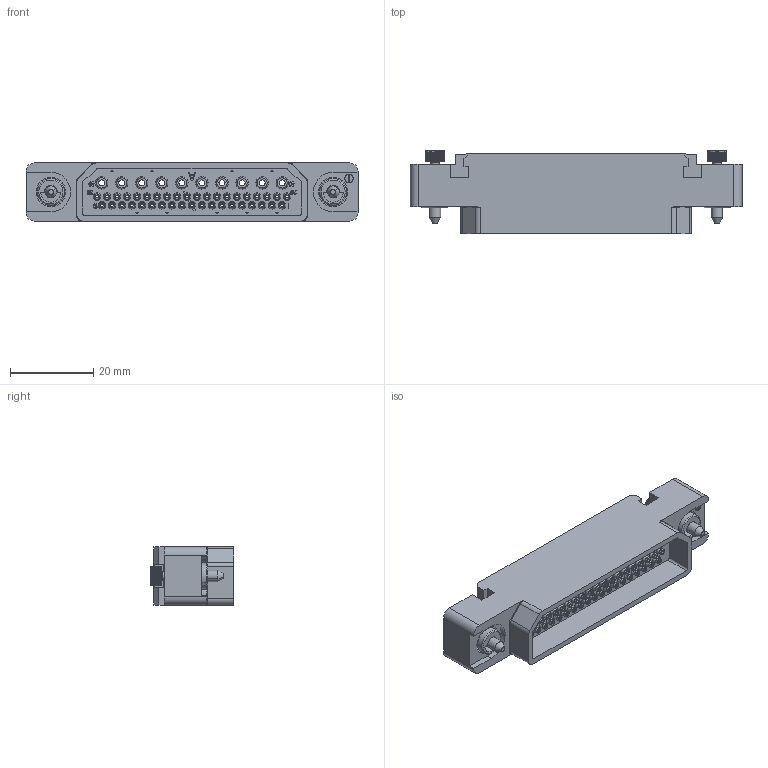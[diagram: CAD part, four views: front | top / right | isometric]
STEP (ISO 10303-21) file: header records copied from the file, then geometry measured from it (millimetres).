
FILE_DESCRIPTION((''),'2;1');
FILE_NAME('1900ND03P2A00A','2019-10-28T',('presta_be4'),(''),'CREO PARAMETRIC BY PTC INC, 2018360','CREO PARAMETRIC BY PTC INC, 2018360','');
FILE_SCHEMA(('CONFIG_CONTROL_DESIGN'));
Products named in the file (1): 1900ND03P2A00A
Bounding box: 80 x 20.16 x 14 mm (x, y, z)
Volume: 10007.5 mm3; surface area: 12076.4 mm2
Topology: 3 solids, 3 shells, 3189 faces, 8254 edges, 5298 vertices
Faces by surface type: plane 1801, cylinder 863, cone 450, torus 43, extrusion 28, bspline 4
Entity records: 105313 total; most frequent: CARTESIAN_POINT 25884, ORIENTED_EDGE 16500, DIRECTION 16353, EDGE_CURVE 8250, VECTOR 5683, LINE 5655, AXIS2_PLACEMENT_3D 5335, VERTEX_POINT 5298
